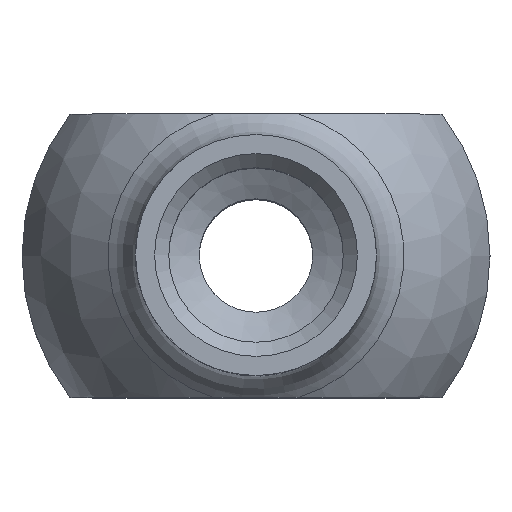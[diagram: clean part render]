
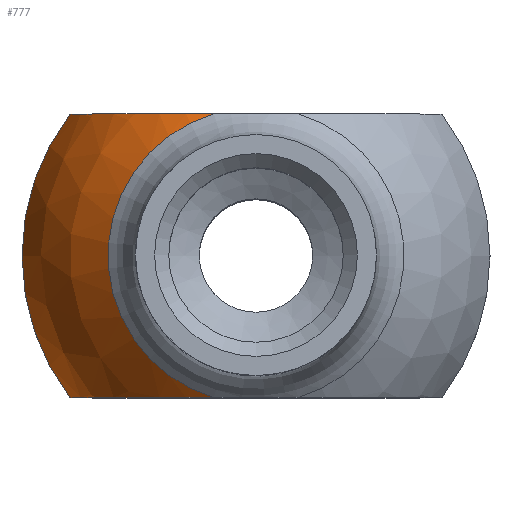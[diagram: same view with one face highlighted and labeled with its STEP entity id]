
A CAD part, top view. The second image highlights one B-rep face of the part: STEP entity #777.
In plain terms, the highlighted spherical face has radius 8.5 mm.
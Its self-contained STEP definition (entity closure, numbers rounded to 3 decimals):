
#695=CARTESIAN_POINT('',(-18.483,5.807,6.712));
#696=VERTEX_POINT('',#695);
#719=CARTESIAN_POINT('',(-18.483,15.807,6.712));
#720=VERTEX_POINT('',#719);
#734=CARTESIAN_POINT('',(-16.998,10.807,6.712));
#735=DIRECTION('',(0.0,0.0,1.0));
#736=DIRECTION('',(-1.0,0.0,0.0));
#737=AXIS2_PLACEMENT_3D('',#734,#735,#736);
#738=CIRCLE('',#737,5.216);
#739=EDGE_CURVE('',#720,#696,#738,.T.);
#744=CARTESIAN_POINT('',(-16.998,10.807,0.0));
#745=DIRECTION('',(0.0,0.0,1.0));
#746=DIRECTION('',(1.0,0.0,0.0));
#747=AXIS2_PLACEMENT_3D('',#744,#745,#746);
#748=SPHERICAL_SURFACE('',#747,8.5);
#749=ORIENTED_EDGE('',*,*,#739,.F.);
#750=CARTESIAN_POINT('',(-23.56,15.807,2.046));
#751=VERTEX_POINT('',#750);
#752=CARTESIAN_POINT('',(-16.998,15.807,0.0));
#753=DIRECTION('',(0.0,-1.0,0.0));
#754=DIRECTION('',(0.0,0.0,1.0));
#755=AXIS2_PLACEMENT_3D('',#752,#753,#754);
#756=CIRCLE('',#755,6.874);
#757=EDGE_CURVE('',#720,#751,#756,.T.);
#758=ORIENTED_EDGE('',*,*,#757,.T.);
#759=CARTESIAN_POINT('',(-23.56,5.807,2.046));
#760=VERTEX_POINT('',#759);
#761=CARTESIAN_POINT('',(-16.998,10.807,2.046));
#762=DIRECTION('',(0.0,0.0,-1.0));
#763=DIRECTION('',(-1.0,0.0,0.0));
#764=AXIS2_PLACEMENT_3D('',#761,#762,#763);
#765=CIRCLE('',#764,8.25);
#766=EDGE_CURVE('',#760,#751,#765,.T.);
#767=ORIENTED_EDGE('',*,*,#766,.F.);
#768=CARTESIAN_POINT('',(-16.998,5.807,0.0));
#769=DIRECTION('',(0.0,1.0,0.0));
#770=DIRECTION('',(0.0,0.0,-1.0));
#771=AXIS2_PLACEMENT_3D('',#768,#769,#770);
#772=CIRCLE('',#771,6.874);
#773=EDGE_CURVE('',#760,#696,#772,.T.);
#774=ORIENTED_EDGE('',*,*,#773,.T.);
#775=EDGE_LOOP('',(#749,#758,#767,#774));
#776=FACE_OUTER_BOUND('',#775,.T.);
#777=ADVANCED_FACE('',(#776),#748,.T.);
